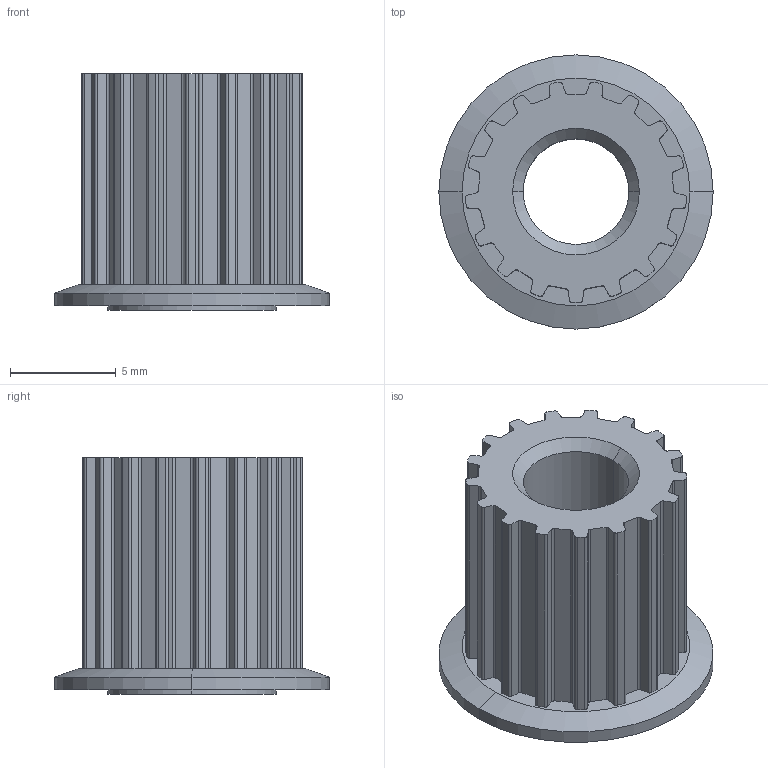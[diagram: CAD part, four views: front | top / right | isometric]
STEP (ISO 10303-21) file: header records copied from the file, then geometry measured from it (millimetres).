
FILE_DESCRIPTION (( 'STEP AP214' ), '1' );
FILE_NAME ('4333240000083.STEP', '2017-10-16T06:34:44', ( '13' ), ( '' ), 'SwSTEP 2.0', 'SolidWorks 2012', '' );
FILE_SCHEMA (( 'AUTOMOTIVE_DESIGN' ));
Length unit declared in the file: millimetre
Products named in the file (1): 4333240000083
Bounding box: 13 x 13 x 11.2 mm (x, y, z)
Volume: 652.6 mm3; surface area: 876.5 mm2
Topology: 1 solids, 1 shells, 152 faces, 438 edges, 290 vertices
Faces by surface type: cylinder 91, plane 55, cone 6
Entity records: 5100 total; most frequent: DIRECTION 932, CARTESIAN_POINT 881, ORIENTED_EDGE 876, EDGE_CURVE 438, AXIS2_PLACEMENT_3D 341, VERTEX_POINT 290, LINE 250, VECTOR 250
